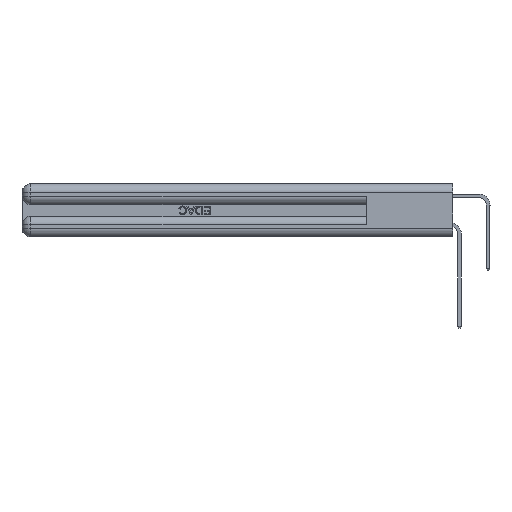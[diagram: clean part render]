
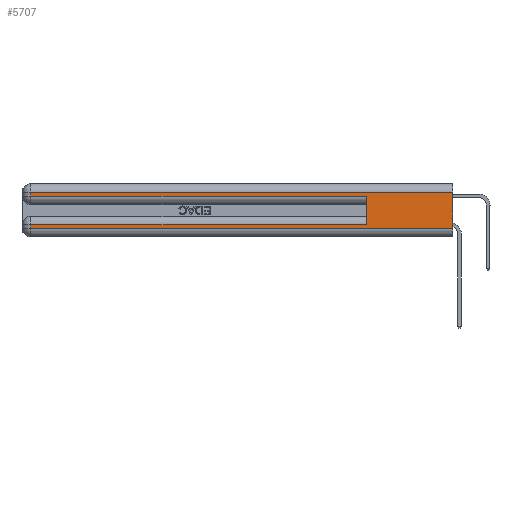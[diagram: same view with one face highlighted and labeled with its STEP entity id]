
A CAD part, left-side view. The second image highlights one B-rep face of the part: STEP entity #5707.
In plain terms, the highlighted planar face has unit normal (-1, 0, 0).
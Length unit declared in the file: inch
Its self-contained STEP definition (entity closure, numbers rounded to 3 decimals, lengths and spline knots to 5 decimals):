
#1389 = CARTESIAN_POINT ( 'NONE',  ( 0., 0., 0.31 ) ) ;
#1766 = VECTOR ( 'NONE', #11726, 39.37008 ) ;
#1877 = CARTESIAN_POINT ( 'NONE',  ( 0., 0.6, 0.145 ) ) ;
#2424 = VERTEX_POINT ( 'NONE', #7466 ) ;
#2501 = DIRECTION ( 'NONE',  ( 0., -1., 0. ) ) ;
#2514 = VERTEX_POINT ( 'NONE', #3882 ) ;
#2735 = ORIENTED_EDGE ( 'NONE', *, *, #34414, .T. ) ;
#3444 = VECTOR ( 'NONE', #2501, 39.37008 ) ;
#3882 = CARTESIAN_POINT ( 'NONE',  ( 0., 2.94, 0.085 ) ) ;
#4339 = VECTOR ( 'NONE', #13945, 39.37008 ) ;
#4723 = VERTEX_POINT ( 'NONE', #14241 ) ;
#5707 = ADVANCED_FACE ( 'NONE', ( #21707 ), #11445, .F. ) ;
#6839 = DIRECTION ( 'NONE',  ( 0., 0., 1. ) ) ;
#7466 = CARTESIAN_POINT ( 'NONE',  ( 0., 2.94, 0.31 ) ) ;
#8488 = VECTOR ( 'NONE', #6839, 39.37008 ) ;
#9203 = EDGE_CURVE ( 'NONE', #32694, #4723, #31482, .T. ) ;
#9849 = LINE ( 'NONE', #31136, #22474 ) ;
#10308 = LINE ( 'NONE', #35511, #37352 ) ;
#11445 = PLANE ( 'NONE',  #16336 ) ;
#11523 = VECTOR ( 'NONE', #46703, 39.37008 ) ;
#11726 = DIRECTION ( 'NONE',  ( 0., 0., -1. ) ) ;
#12336 = DIRECTION ( 'NONE',  ( 0., 1., 0. ) ) ;
#13945 = DIRECTION ( 'NONE',  ( 0., 0., -1. ) ) ;
#14241 = CARTESIAN_POINT ( 'NONE',  ( 0., 0.6, 0.285 ) ) ;
#14978 = VERTEX_POINT ( 'NONE', #29744 ) ;
#16163 = LINE ( 'NONE', #36795, #1766 ) ;
#16336 = AXIS2_PLACEMENT_3D ( 'NONE', #37168, #31672, #23837 ) ;
#17064 = VERTEX_POINT ( 'NONE', #34347 ) ;
#17118 = CARTESIAN_POINT ( 'NONE',  ( 0., 0., 0.31 ) ) ;
#17148 = CARTESIAN_POINT ( 'NONE',  ( 0., 0., 0.06 ) ) ;
#17335 = EDGE_CURVE ( 'NONE', #2424, #17064, #21998, .T. ) ;
#17847 = EDGE_CURVE ( 'NONE', #44151, #21186, #16163, .T. ) ;
#18341 = EDGE_CURVE ( 'NONE', #44151, #2424, #19609, .T. ) ;
#19609 = LINE ( 'NONE', #17118, #11523 ) ;
#21186 = VERTEX_POINT ( 'NONE', #31600 ) ;
#21707 = FACE_OUTER_BOUND ( 'NONE', #34874, .T. ) ;
#21998 = LINE ( 'NONE', #40066, #27756 ) ;
#22474 = VECTOR ( 'NONE', #12336, 39.37008 ) ;
#23837 = DIRECTION ( 'NONE',  ( 0., 0., -1. ) ) ;
#25193 = ORIENTED_EDGE ( 'NONE', *, *, #43715, .T. ) ;
#26730 = EDGE_CURVE ( 'NONE', #2514, #14978, #36024, .T. ) ;
#27756 = VECTOR ( 'NONE', #43763, 39.37008 ) ;
#28120 = CARTESIAN_POINT ( 'NONE',  ( 0., 2.94, 0.37 ) ) ;
#29744 = CARTESIAN_POINT ( 'NONE',  ( 0., 2.94, 0.06 ) ) ;
#30097 = ORIENTED_EDGE ( 'NONE', *, *, #17335, .T. ) ;
#31136 = CARTESIAN_POINT ( 'NONE',  ( 0., 0., 0.085 ) ) ;
#31482 = LINE ( 'NONE', #1877, #8488 ) ;
#31600 = CARTESIAN_POINT ( 'NONE',  ( 0., 0., 0.06 ) ) ;
#31672 = DIRECTION ( 'NONE',  ( 1., 0., 0. ) ) ;
#32012 = ORIENTED_EDGE ( 'NONE', *, *, #44121, .T. ) ;
#32694 = VERTEX_POINT ( 'NONE', #44804 ) ;
#33510 = ORIENTED_EDGE ( 'NONE', *, *, #18341, .T. ) ;
#33915 = ORIENTED_EDGE ( 'NONE', *, *, #26730, .T. ) ;
#34347 = CARTESIAN_POINT ( 'NONE',  ( 0., 2.94, 0.285 ) ) ;
#34414 = EDGE_CURVE ( 'NONE', #17064, #4723, #10308, .T. ) ;
#34874 = EDGE_LOOP ( 'NONE', ( #44194, #33510, #30097, #2735, #44422, #32012, #33915, #25193 ) ) ;
#35511 = CARTESIAN_POINT ( 'NONE',  ( 0., 0., 0.285 ) ) ;
#35734 = LINE ( 'NONE', #17148, #3444 ) ;
#36024 = LINE ( 'NONE', #28120, #4339 ) ;
#36795 = CARTESIAN_POINT ( 'NONE',  ( 0., 0., 0.37 ) ) ;
#37168 = CARTESIAN_POINT ( 'NONE',  ( 0., 0., 0.37 ) ) ;
#37352 = VECTOR ( 'NONE', #39047, 39.37008 ) ;
#39047 = DIRECTION ( 'NONE',  ( 0., -1., 0. ) ) ;
#40066 = CARTESIAN_POINT ( 'NONE',  ( 0., 2.94, 0.37 ) ) ;
#43715 = EDGE_CURVE ( 'NONE', #14978, #21186, #35734, .T. ) ;
#43763 = DIRECTION ( 'NONE',  ( 0., 0., -1. ) ) ;
#44121 = EDGE_CURVE ( 'NONE', #32694, #2514, #9849, .T. ) ;
#44151 = VERTEX_POINT ( 'NONE', #1389 ) ;
#44194 = ORIENTED_EDGE ( 'NONE', *, *, #17847, .F. ) ;
#44422 = ORIENTED_EDGE ( 'NONE', *, *, #9203, .F. ) ;
#44804 = CARTESIAN_POINT ( 'NONE',  ( 0., 0.6, 0.085 ) ) ;
#46703 = DIRECTION ( 'NONE',  ( 0., 1., 0. ) ) ;
